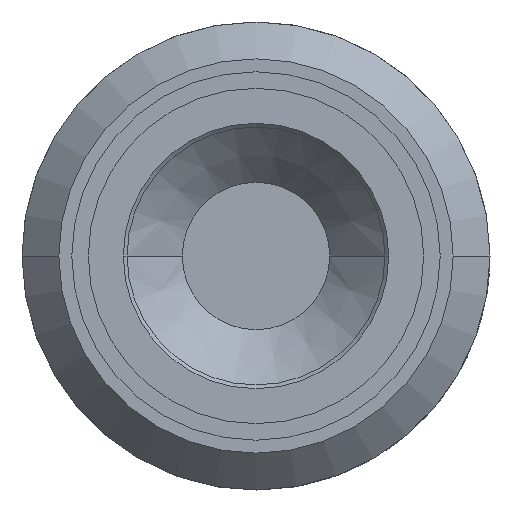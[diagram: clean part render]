
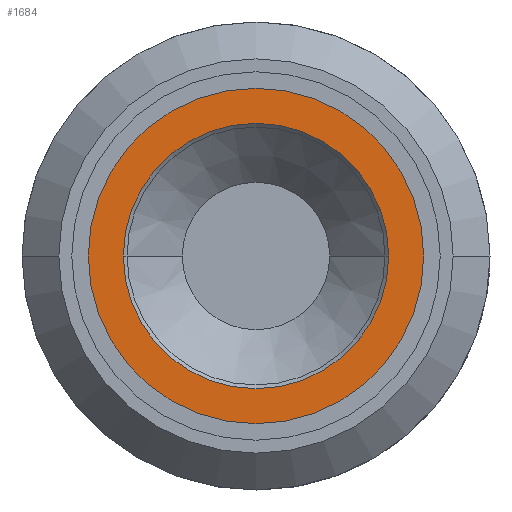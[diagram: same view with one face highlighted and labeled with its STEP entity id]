
A CAD part, front view. The second image highlights one B-rep face of the part: STEP entity #1684.
In plain terms, the highlighted planar face has unit normal (0, -1, 0).
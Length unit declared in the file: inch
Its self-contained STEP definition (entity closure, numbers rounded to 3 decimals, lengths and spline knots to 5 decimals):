
#114=CARTESIAN_POINT('',(0.,0.,0.));
#115=DIRECTION('',(0.,1.,0.));
#116=DIRECTION('',(1.,0.,0.));
#117=AXIS2_PLACEMENT_3D('',#114,#115,#116);
#123=CARTESIAN_POINT('',(0.,0.,0.));
#124=DIRECTION('',(0.,1.,0.));
#125=DIRECTION('',(-1.,0.,0.));
#126=AXIS2_PLACEMENT_3D('',#123,#124,#125);
#1349=CARTESIAN_POINT('',(0.,0.,0.));
#1350=DIRECTION('',(0.,1.,0.));
#1351=DIRECTION('',(-1.,0.,0.));
#1352=AXIS2_PLACEMENT_3D('',#1349,#1350,#1351);
#1365=CARTESIAN_POINT('',(0.,0.,0.));
#1366=DIRECTION('',(0.,1.,0.));
#1367=DIRECTION('',(1.,0.,0.));
#1368=AXIS2_PLACEMENT_3D('',#1365,#1366,#1367);
#1485=CARTESIAN_POINT('',(0.455,0.,0.));
#1486=CARTESIAN_POINT('',(-0.455,0.,0.));
#1487=VERTEX_POINT('',#1485);
#1488=VERTEX_POINT('',#1486);
#1627=CARTESIAN_POINT('',(-0.36,0.,0.));
#1628=CARTESIAN_POINT('',(0.36,0.,0.));
#1629=VERTEX_POINT('',#1627);
#1630=VERTEX_POINT('',#1628);
#1667=CARTESIAN_POINT('',(0.,0.,0.));
#1668=DIRECTION('',(0.,1.,0.));
#1669=DIRECTION('',(1.,0.,0.));
#1670=AXIS2_PLACEMENT_3D('',#1667,#1668,#1669);
#1671=PLANE('',#1670);
#1673=ORIENTED_EDGE('',*,*,#1672,.T.);
#1675=ORIENTED_EDGE('',*,*,#1674,.T.);
#1676=EDGE_LOOP('',(#1673,#1675));
#1677=FACE_OUTER_BOUND('',#1676,.F.);
#1679=ORIENTED_EDGE('',*,*,#1678,.F.);
#1681=ORIENTED_EDGE('',*,*,#1680,.F.);
#1682=EDGE_LOOP('',(#1679,#1681));
#1683=FACE_BOUND('',#1682,.F.);
#1684=ADVANCED_FACE('',(#1677,#1683),#1671,.F.);
#118=CIRCLE('',#117,0.455);
#127=CIRCLE('',#126,0.455);
#1353=CIRCLE('',#1352,0.36);
#1369=CIRCLE('',#1368,0.36);
#1672=EDGE_CURVE('',#1487,#1488,#118,.T.);
#1674=EDGE_CURVE('',#1488,#1487,#127,.T.);
#1678=EDGE_CURVE('',#1629,#1630,#1353,.T.);
#1680=EDGE_CURVE('',#1630,#1629,#1369,.T.);
